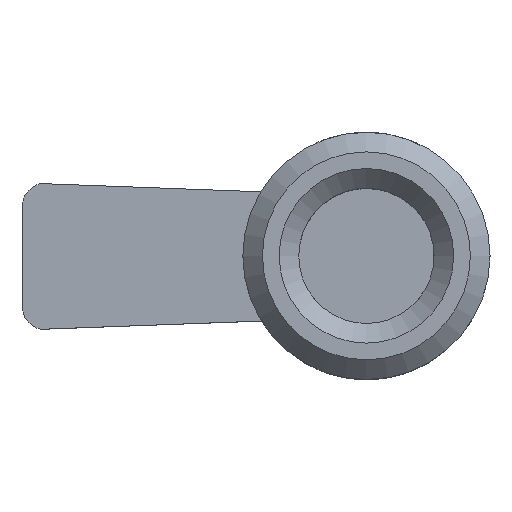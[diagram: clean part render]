
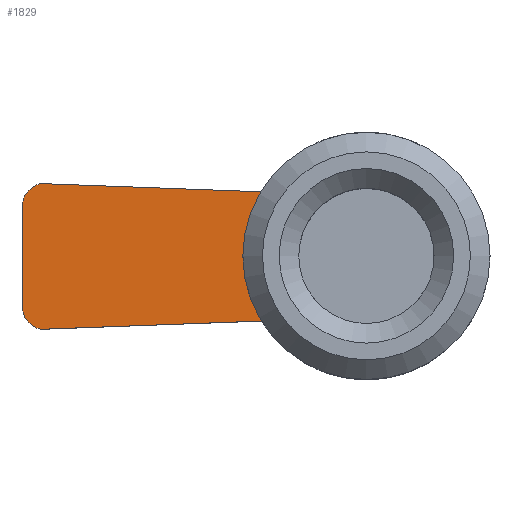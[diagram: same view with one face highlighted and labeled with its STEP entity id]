
A CAD part, top view. The second image highlights one B-rep face of the part: STEP entity #1829.
In plain terms, the highlighted planar face has unit normal (0, 0, 1).
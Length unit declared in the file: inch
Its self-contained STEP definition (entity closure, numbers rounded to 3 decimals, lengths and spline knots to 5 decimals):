
#41 = ORIENTED_EDGE ( 'NONE', *, *, #2379, .T. ) ;
#86 = CARTESIAN_POINT ( 'NONE',  ( -1.7555, 0.25, -0.8625 ) ) ;
#118 = CARTESIAN_POINT ( 'NONE',  ( -1.7555, 0.375, -0.8625 ) ) ;
#124 = EDGE_CURVE ( 'NONE', #3280, #2067, #1516, .T. ) ;
#243 = DIRECTION ( 'NONE',  ( 1., 0., 0. ) ) ;
#249 = CARTESIAN_POINT ( 'NONE',  ( 0.0625, 0., -0.8625 ) ) ;
#266 = DIRECTION ( 'NONE',  ( 0., 0., 1. ) ) ;
#324 = EDGE_CURVE ( 'NONE', #2928, #1129, #1068, .T. ) ;
#495 = CARTESIAN_POINT ( 'NONE',  ( 0.07394, 0.30679, -0.8625 ) ) ;
#553 = EDGE_CURVE ( 'NONE', #2021, #3280, #1314, .T. ) ;
#569 = DIRECTION ( 'NONE',  ( -1., 0., 0. ) ) ;
#619 = ORIENTED_EDGE ( 'NONE', *, *, #2196, .T. ) ;
#669 = DIRECTION ( 'NONE',  ( 0., -1., 0. ) ) ;
#737 = LINE ( 'NONE', #2613, #1128 ) ;
#825 = CARTESIAN_POINT ( 'NONE',  ( 0.07394, -0.30679, -0.8625 ) ) ;
#858 = EDGE_CURVE ( 'NONE', #3041, #2928, #1746, .T. ) ;
#862 = DIRECTION ( 'NONE',  ( 0., 0., 1. ) ) ;
#873 = VERTEX_POINT ( 'NONE', #2547 ) ;
#914 = CARTESIAN_POINT ( 'NONE',  ( -1.7555, -0.25, -0.8625 ) ) ;
#1000 = ORIENTED_EDGE ( 'NONE', *, *, #1184, .T. ) ;
#1068 = LINE ( 'NONE', #495, #2433 ) ;
#1128 = VECTOR ( 'NONE', #569, 39.37008 ) ;
#1129 = VERTEX_POINT ( 'NONE', #2498 ) ;
#1145 = AXIS2_PLACEMENT_3D ( 'NONE', #2934, #862, #1636 ) ;
#1152 = DIRECTION ( 'NONE',  ( 1., 0., 0. ) ) ;
#1184 = EDGE_CURVE ( 'NONE', #1129, #3009, #1778, .T. ) ;
#1199 = VECTOR ( 'NONE', #669, 39.37008 ) ;
#1203 = VECTOR ( 'NONE', #1476, 39.37008 ) ;
#1205 = ORIENTED_EDGE ( 'NONE', *, *, #124, .T. ) ;
#1230 = DIRECTION ( 'NONE',  ( 1., 0., 0. ) ) ;
#1272 = DIRECTION ( 'NONE',  ( 0., 0., 1. ) ) ;
#1288 = EDGE_LOOP ( 'NONE', ( #3088, #1205, #619, #41 ) ) ;
#1291 = ORIENTED_EDGE ( 'NONE', *, *, #324, .T. ) ;
#1314 = LINE ( 'NONE', #1644, #2917 ) ;
#1408 = CARTESIAN_POINT ( 'NONE',  ( 0.1575, 0.1575, -0.8625 ) ) ;
#1437 = ORIENTED_EDGE ( 'NONE', *, *, #1484, .T. ) ;
#1476 = DIRECTION ( 'NONE',  ( 0.999, 0.037, 0. ) ) ;
#1482 = EDGE_LOOP ( 'NONE', ( #1509, #1639, #1291, #1000, #2273, #1437 ) ) ;
#1484 = EDGE_CURVE ( 'NONE', #3186, #873, #2081, .T. ) ;
#1494 = DIRECTION ( 'NONE',  ( -0.999, 0.037, 0. ) ) ;
#1509 = ORIENTED_EDGE ( 'NONE', *, *, #2778, .T. ) ;
#1516 = LINE ( 'NONE', #2181, #1199 ) ;
#1528 = LINE ( 'NONE', #2270, #2528 ) ;
#1545 = CARTESIAN_POINT ( 'NONE',  ( -0.1575, 0.1575, -0.8625 ) ) ;
#1609 = CARTESIAN_POINT ( 'NONE',  ( 0.07394, 0.30679, -0.8625 ) ) ;
#1636 = DIRECTION ( 'NONE',  ( 1., 0., 0. ) ) ;
#1639 = ORIENTED_EDGE ( 'NONE', *, *, #858, .T. ) ;
#1644 = CARTESIAN_POINT ( 'NONE',  ( 0.3695, 0.1575, -0.8625 ) ) ;
#1746 = CIRCLE ( 'NONE', #3240, 0.307 ) ;
#1760 = CARTESIAN_POINT ( 'NONE',  ( -1.6305, 0.25, -0.8625 ) ) ;
#1772 = DIRECTION ( 'NONE',  ( 0., 0., 1. ) ) ;
#1778 = CIRCLE ( 'NONE', #2551, 0.125 ) ;
#1829 = ADVANCED_FACE ( 'NONE', ( #1891, #2941 ), #3295, .T. ) ;
#1891 = FACE_OUTER_BOUND ( 'NONE', #1482, .T. ) ;
#2021 = VERTEX_POINT ( 'NONE', #1545 ) ;
#2067 = VERTEX_POINT ( 'NONE', #2796 ) ;
#2081 = CIRCLE ( 'NONE', #1145, 0.125 ) ;
#2181 = CARTESIAN_POINT ( 'NONE',  ( 0.1575, 0.375, -0.8625 ) ) ;
#2196 = EDGE_CURVE ( 'NONE', #2067, #2318, #737, .T. ) ;
#2247 = DIRECTION ( 'NONE',  ( 1., 0., 0. ) ) ;
#2270 = CARTESIAN_POINT ( 'NONE',  ( -0.1575, 0.375, -0.8625 ) ) ;
#2272 = LINE ( 'NONE', #2794, #1203 ) ;
#2273 = ORIENTED_EDGE ( 'NONE', *, *, #2447, .T. ) ;
#2318 = VERTEX_POINT ( 'NONE', #2868 ) ;
#2379 = EDGE_CURVE ( 'NONE', #2318, #2021, #1528, .T. ) ;
#2387 = DIRECTION ( 'NONE',  ( 0., -1., 0. ) ) ;
#2433 = VECTOR ( 'NONE', #1494, 39.37008 ) ;
#2447 = EDGE_CURVE ( 'NONE', #3009, #3186, #2808, .T. ) ;
#2498 = CARTESIAN_POINT ( 'NONE',  ( -1.66011, 0.37144, -0.8625 ) ) ;
#2511 = AXIS2_PLACEMENT_3D ( 'NONE', #2769, #266, #1230 ) ;
#2528 = VECTOR ( 'NONE', #3027, 39.37008 ) ;
#2547 = CARTESIAN_POINT ( 'NONE',  ( -1.66011, -0.37144, -0.8625 ) ) ;
#2551 = AXIS2_PLACEMENT_3D ( 'NONE', #1760, #1272, #243 ) ;
#2613 = CARTESIAN_POINT ( 'NONE',  ( 0.3695, -0.1575, -0.8625 ) ) ;
#2769 = CARTESIAN_POINT ( 'NONE',  ( 0.3695, 0.375, -0.8625 ) ) ;
#2778 = EDGE_CURVE ( 'NONE', #873, #3041, #2272, .T. ) ;
#2794 = CARTESIAN_POINT ( 'NONE',  ( -1.66011, -0.37144, -0.8625 ) ) ;
#2796 = CARTESIAN_POINT ( 'NONE',  ( 0.1575, -0.1575, -0.8625 ) ) ;
#2808 = LINE ( 'NONE', #118, #3202 ) ;
#2868 = CARTESIAN_POINT ( 'NONE',  ( -0.1575, -0.1575, -0.8625 ) ) ;
#2917 = VECTOR ( 'NONE', #1152, 39.37008 ) ;
#2928 = VERTEX_POINT ( 'NONE', #1609 ) ;
#2934 = CARTESIAN_POINT ( 'NONE',  ( -1.6305, -0.25, -0.8625 ) ) ;
#2941 = FACE_BOUND ( 'NONE', #1288, .T. ) ;
#3009 = VERTEX_POINT ( 'NONE', #86 ) ;
#3027 = DIRECTION ( 'NONE',  ( 0., 1., 0. ) ) ;
#3041 = VERTEX_POINT ( 'NONE', #825 ) ;
#3088 = ORIENTED_EDGE ( 'NONE', *, *, #553, .T. ) ;
#3186 = VERTEX_POINT ( 'NONE', #914 ) ;
#3202 = VECTOR ( 'NONE', #2387, 39.37008 ) ;
#3240 = AXIS2_PLACEMENT_3D ( 'NONE', #249, #1772, #2247 ) ;
#3280 = VERTEX_POINT ( 'NONE', #1408 ) ;
#3295 = PLANE ( 'NONE',  #2511 ) ;
